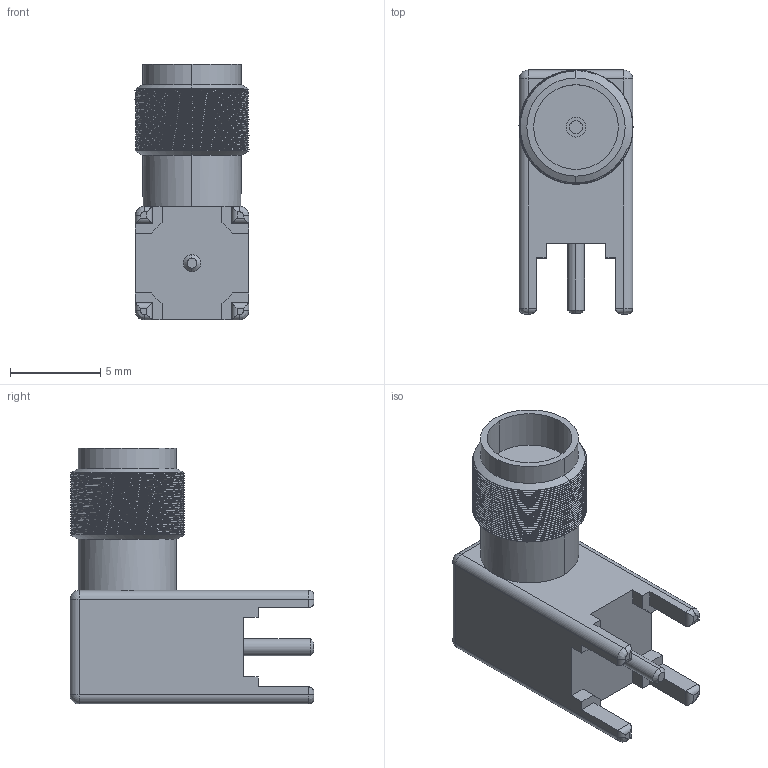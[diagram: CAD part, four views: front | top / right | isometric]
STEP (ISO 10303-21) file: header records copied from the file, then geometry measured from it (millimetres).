
FILE_DESCRIPTION((''),'2;1');
FILE_NAME('C-5-1814400-1','2014-07-23T',('workeradm'),('Tyco Electronics Ltd.'),'PRO/ENGINEER BY PARAMETRIC TECHNOLOGY CORPORATION, 2013050','PRO/ENGINEER BY PARAMETRIC TECHNOLOGY CORPORATION, 2013050','');
FILE_SCHEMA(('AUTOMOTIVE_DESIGN { 1 0 10303 214 1 1 1 1 }'));
Length unit declared in the file: millimetre
Products named in the file (1): C-5-1814400-1
Bounding box: 6.33 x 13.53 x 14.2 mm (x, y, z)
Volume: 572.4 mm3; surface area: 608.5 mm2
Topology: 1 solids, 1 shells, 169 faces, 435 edges, 272 vertices
Faces by surface type: cylinder 92, plane 39, bspline 28, cone 6, sphere 4
Entity records: 15223 total; most frequent: CARTESIAN_POINT 11289, ORIENTED_EDGE 870, DIRECTION 636, EDGE_CURVE 435, VERTEX_POINT 272, VECTOR 212, LINE 212, AXIS2_PLACEMENT_3D 212
